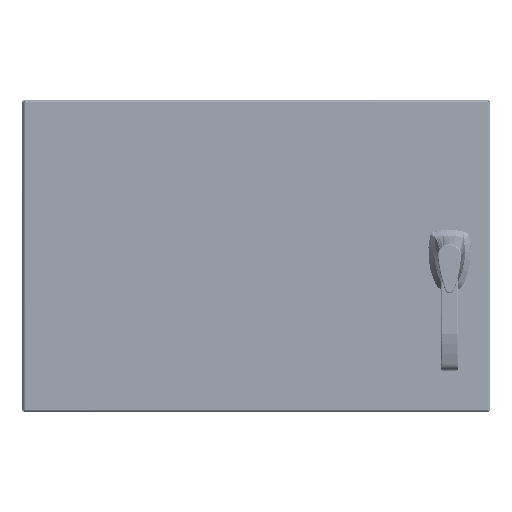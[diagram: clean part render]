
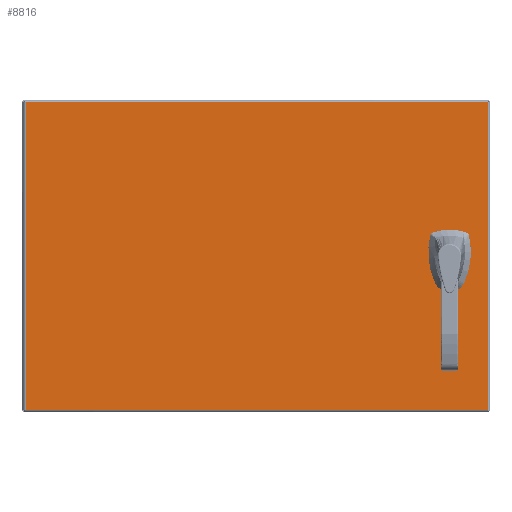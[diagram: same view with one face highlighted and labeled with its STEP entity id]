
A CAD part, front view. The second image highlights one B-rep face of the part: STEP entity #8816.
In plain terms, the highlighted planar face has unit normal (0, -1, 0).
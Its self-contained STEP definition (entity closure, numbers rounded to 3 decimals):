
#424 = VERTEX_POINT ( 'NONE', #45507 ) ;
#4947 = LINE ( 'NONE', #65698, #99636 ) ;
#5105 = FACE_OUTER_BOUND ( 'NONE', #96449, .T. ) ;
#7673 = DIRECTION ( 'NONE',  ( 0., 0., -1. ) ) ;
#7867 = CARTESIAN_POINT ( 'NONE',  ( 10.322, -16.02, 0.199 ) ) ;
#8816 = ADVANCED_FACE ( 'NONE', ( #73622, #5105, #17405 ), #142933, .T. ) ;
#9897 = VERTEX_POINT ( 'NONE', #127658 ) ;
#11124 = ORIENTED_EDGE ( 'NONE', *, *, #77863, .T. ) ;
#13988 = ORIENTED_EDGE ( 'NONE', *, *, #71382, .T. ) ;
#14240 = EDGE_CURVE ( 'NONE', #123632, #57008, #85290, .T. ) ;
#15984 = ORIENTED_EDGE ( 'NONE', *, *, #14240, .T. ) ;
#16719 = EDGE_CURVE ( 'NONE', #54379, #424, #53886, .T. ) ;
#17405 = FACE_BOUND ( 'NONE', #42038, .T. ) ;
#18006 = DIRECTION ( 'NONE',  ( 0., 0., -1. ) ) ;
#19503 = LINE ( 'NONE', #44077, #148283 ) ;
#19654 = CARTESIAN_POINT ( 'NONE',  ( 10.125, -16.02, 0.396 ) ) ;
#22551 = EDGE_CURVE ( 'NONE', #109257, #94844, #126938, .T. ) ;
#22632 = DIRECTION ( 'NONE',  ( 0., 0., -1. ) ) ;
#25078 = DIRECTION ( 'NONE',  ( 0., 1., 0. ) ) ;
#25690 = CARTESIAN_POINT ( 'NONE',  ( 9.927, -16.02, 0. ) ) ;
#25828 = EDGE_CURVE ( 'NONE', #424, #123632, #79442, .T. ) ;
#29430 = DIRECTION ( 'NONE',  ( 0., 1., 0. ) ) ;
#31486 = CARTESIAN_POINT ( 'NONE',  ( 10.322, -16.02, 0.199 ) ) ;
#35240 = ORIENTED_EDGE ( 'NONE', *, *, #97379, .F. ) ;
#35354 = EDGE_CURVE ( 'NONE', #102174, #151353, #98584, .T. ) ;
#36837 = DIRECTION ( 'NONE',  ( 1., 0., 0. ) ) ;
#37047 = EDGE_CURVE ( 'NONE', #86592, #144212, #44071, .T. ) ;
#38984 = CARTESIAN_POINT ( 'NONE',  ( -11.816, -16.02, -7.876 ) ) ;
#39082 = CARTESIAN_POINT ( 'NONE',  ( -11.816, -16.02, -7.876 ) ) ;
#39366 = CARTESIAN_POINT ( 'NONE',  ( -11.816, -16.02, -7.876 ) ) ;
#40978 = CARTESIAN_POINT ( 'NONE',  ( 9.927, -16.02, -1.338 ) ) ;
#41955 = ORIENTED_EDGE ( 'NONE', *, *, #51280, .T. ) ;
#42038 = EDGE_LOOP ( 'NONE', ( #13988 ) ) ;
#43813 = DIRECTION ( 'NONE',  ( 0., 1., 0. ) ) ;
#44062 = CARTESIAN_POINT ( 'NONE',  ( 11.891, -16.02, -7.876 ) ) ;
#44071 = CIRCLE ( 'NONE', #120318, 0.443 ) ;
#44077 = CARTESIAN_POINT ( 'NONE',  ( 11.891, -16.02, -7.876 ) ) ;
#45507 = CARTESIAN_POINT ( 'NONE',  ( -11.816, -16.02, 7.877 ) ) ;
#47279 = ORIENTED_EDGE ( 'NONE', *, *, #37047, .T. ) ;
#48309 = AXIS2_PLACEMENT_3D ( 'NONE', #70320, #143434, #141151 ) ;
#51280 = EDGE_CURVE ( 'NONE', #132448, #94844, #111777, .T. ) ;
#53886 = LINE ( 'NONE', #113189, #90024 ) ;
#54369 = ORIENTED_EDGE ( 'NONE', *, *, #16719, .T. ) ;
#54379 = VERTEX_POINT ( 'NONE', #60064 ) ;
#57008 = VERTEX_POINT ( 'NONE', #44062 ) ;
#58635 = CARTESIAN_POINT ( 'NONE',  ( -11.816, -16.02, -7.876 ) ) ;
#60064 = CARTESIAN_POINT ( 'NONE',  ( 11.891, -16.02, 7.877 ) ) ;
#64328 = CARTESIAN_POINT ( 'NONE',  ( 9.531, -16.02, -0.198 ) ) ;
#65698 = CARTESIAN_POINT ( 'NONE',  ( 9.531, -16.02, -0.198 ) ) ;
#65912 = EDGE_CURVE ( 'NONE', #109257, #138620, #70378, .T. ) ;
#67534 = ORIENTED_EDGE ( 'NONE', *, *, #25828, .T. ) ;
#70122 = CARTESIAN_POINT ( 'NONE',  ( 10.125, -16.02, -0.395 ) ) ;
#70320 = CARTESIAN_POINT ( 'NONE',  ( 9.927, -16.02, 0. ) ) ;
#70378 = CIRCLE ( 'NONE', #48309, 0.443 ) ;
#71382 = EDGE_CURVE ( 'NONE', #9897, #9897, #75751, .T. ) ;
#72022 = DIRECTION ( 'NONE',  ( 0., 0., -1. ) ) ;
#72933 = AXIS2_PLACEMENT_3D ( 'NONE', #38984, #120620, #98991 ) ;
#73622 = FACE_BOUND ( 'NONE', #151387, .T. ) ;
#74843 = CARTESIAN_POINT ( 'NONE',  ( 10.322, -16.02, -0.198 ) ) ;
#75290 = ORIENTED_EDGE ( 'NONE', *, *, #116600, .F. ) ;
#75751 = CIRCLE ( 'NONE', #102763, 0.167 ) ;
#77863 = EDGE_CURVE ( 'NONE', #57008, #54379, #19503, .T. ) ;
#78399 = ORIENTED_EDGE ( 'NONE', *, *, #35354, .T. ) ;
#78420 = VECTOR ( 'NONE', #144871, 39.37 ) ;
#79442 = LINE ( 'NONE', #58635, #91203 ) ;
#84333 = CARTESIAN_POINT ( 'NONE',  ( 9.927, -16.02, 0. ) ) ;
#85290 = LINE ( 'NONE', #39082, #98284 ) ;
#86592 = VERTEX_POINT ( 'NONE', #93174 ) ;
#87249 = AXIS2_PLACEMENT_3D ( 'NONE', #25690, #142681, #22632 ) ;
#87945 = DIRECTION ( 'NONE',  ( 0., 0., -1. ) ) ;
#90018 = CARTESIAN_POINT ( 'NONE',  ( 9.927, -16.02, 0. ) ) ;
#90024 = VECTOR ( 'NONE', #103121, 39.37 ) ;
#91040 = DIRECTION ( 'NONE',  ( 0., 0., 1. ) ) ;
#91203 = VECTOR ( 'NONE', #105595, 39.37 ) ;
#93174 = CARTESIAN_POINT ( 'NONE',  ( 9.531, -16.02, 0.199 ) ) ;
#94844 = VERTEX_POINT ( 'NONE', #7867 ) ;
#96449 = EDGE_LOOP ( 'NONE', ( #11124, #54369, #67534, #15984 ) ) ;
#97379 = EDGE_CURVE ( 'NONE', #86592, #151353, #4947, .T. ) ;
#98284 = VECTOR ( 'NONE', #36837, 39.37 ) ;
#98584 = CIRCLE ( 'NONE', #120739, 0.443 ) ;
#98991 = DIRECTION ( 'NONE',  ( 0., 0., -1. ) ) ;
#99636 = VECTOR ( 'NONE', #18006, 39.37 ) ;
#100844 = VECTOR ( 'NONE', #138973, 39.37 ) ;
#102174 = VERTEX_POINT ( 'NONE', #123727 ) ;
#102763 = AXIS2_PLACEMENT_3D ( 'NONE', #40978, #29430, #87945 ) ;
#103121 = DIRECTION ( 'NONE',  ( -1., 0., 0. ) ) ;
#105595 = DIRECTION ( 'NONE',  ( 0., 0., -1. ) ) ;
#109257 = VERTEX_POINT ( 'NONE', #74843 ) ;
#111161 = ORIENTED_EDGE ( 'NONE', *, *, #22551, .F. ) ;
#111777 = CIRCLE ( 'NONE', #87249, 0.443 ) ;
#113029 = ORIENTED_EDGE ( 'NONE', *, *, #65912, .T. ) ;
#113189 = CARTESIAN_POINT ( 'NONE',  ( -11.816, -16.02, 7.877 ) ) ;
#116169 = DIRECTION ( 'NONE',  ( 0., 0., 1. ) ) ;
#116600 = EDGE_CURVE ( 'NONE', #132448, #144212, #120300, .T. ) ;
#116658 = CARTESIAN_POINT ( 'NONE',  ( 10.125, -16.02, -0.395 ) ) ;
#120300 = LINE ( 'NONE', #121044, #78420 ) ;
#120318 = AXIS2_PLACEMENT_3D ( 'NONE', #90018, #43813, #7673 ) ;
#120620 = DIRECTION ( 'NONE',  ( 0., -1., 0. ) ) ;
#120739 = AXIS2_PLACEMENT_3D ( 'NONE', #84333, #25078, #72022 ) ;
#121044 = CARTESIAN_POINT ( 'NONE',  ( 9.729, -16.02, 0.396 ) ) ;
#123632 = VERTEX_POINT ( 'NONE', #39366 ) ;
#123727 = CARTESIAN_POINT ( 'NONE',  ( 9.729, -16.02, -0.395 ) ) ;
#125148 = LINE ( 'NONE', #116658, #100844 ) ;
#126938 = LINE ( 'NONE', #31486, #131624 ) ;
#127658 = CARTESIAN_POINT ( 'NONE',  ( 9.927, -16.02, -1.505 ) ) ;
#128542 = EDGE_CURVE ( 'NONE', #102174, #138620, #125148, .T. ) ;
#131624 = VECTOR ( 'NONE', #116169, 39.37 ) ;
#132448 = VERTEX_POINT ( 'NONE', #19654 ) ;
#138047 = ORIENTED_EDGE ( 'NONE', *, *, #128542, .F. ) ;
#138620 = VERTEX_POINT ( 'NONE', #70122 ) ;
#138973 = DIRECTION ( 'NONE',  ( 1., 0., 0. ) ) ;
#141151 = DIRECTION ( 'NONE',  ( 0., 0., -1. ) ) ;
#142681 = DIRECTION ( 'NONE',  ( 0., 1., 0. ) ) ;
#142933 = PLANE ( 'NONE',  #72933 ) ;
#143434 = DIRECTION ( 'NONE',  ( 0., 1., 0. ) ) ;
#144212 = VERTEX_POINT ( 'NONE', #147515 ) ;
#144871 = DIRECTION ( 'NONE',  ( -1., 0., 0. ) ) ;
#147515 = CARTESIAN_POINT ( 'NONE',  ( 9.729, -16.02, 0.396 ) ) ;
#148283 = VECTOR ( 'NONE', #91040, 39.37 ) ;
#151353 = VERTEX_POINT ( 'NONE', #64328 ) ;
#151387 = EDGE_LOOP ( 'NONE', ( #138047, #78399, #35240, #47279, #75290, #41955, #111161, #113029 ) ) ;
